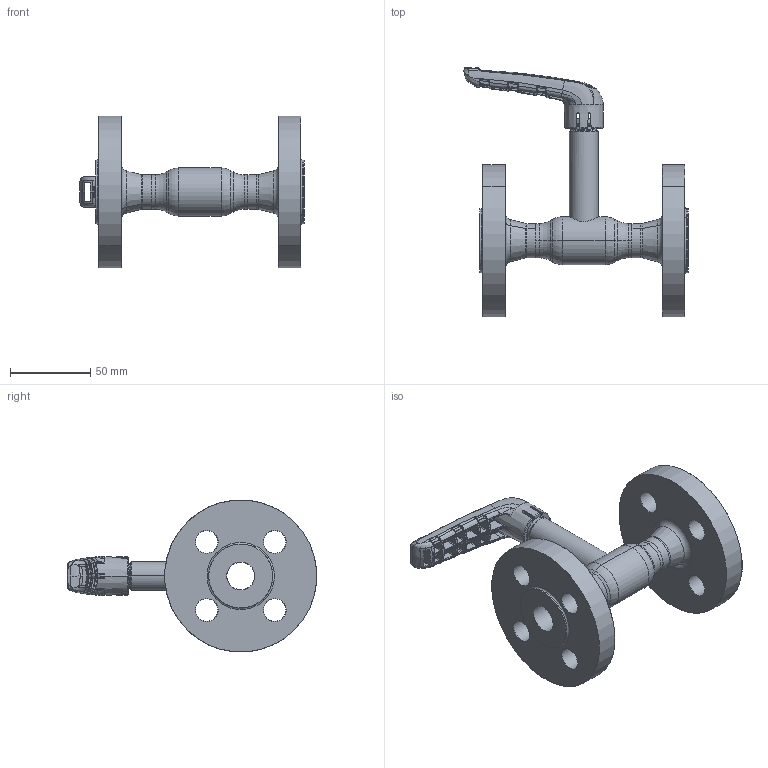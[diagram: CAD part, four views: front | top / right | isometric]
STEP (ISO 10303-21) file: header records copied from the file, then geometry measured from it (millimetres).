
FILE_DESCRIPTION (( 'STEP AP214' ), '1' );
FILE_NAME ('1015005001-xxxx.step', '2019-05-10T10:44:44', ( '' ), ( '' ), 'SwSTEP 2.0', 'SolidWorks 2017', '' );
FILE_SCHEMA (( 'AUTOMOTIVE_DESIGN' ));
Length unit declared in the file: millimetre
Products named in the file (1): 1015005001-xxxx
Bounding box: 139.78 x 155.4 x 94.64 mm (x, y, z)
Surface area: 62603.2 mm2 (no closed solid volume)
Topology: 0 solids, 8 shells, 753 faces, 2349 edges, 1482 vertices
Faces by surface type: bspline 554, cone 69, cylinder 52, plane 49, torus 29
Entity records: 63712 total; most frequent: CARTESIAN_POINT 39977, ORIENTED_EDGE 3824, EDGE_CURVE 2331, DIRECTION 1769, B_SPLINE_CURVE_WITH_KNOTS 1538, VERTEX_POINT 1482, EDGE_LOOP 793, AXIS2_PLACEMENT_3D 780
